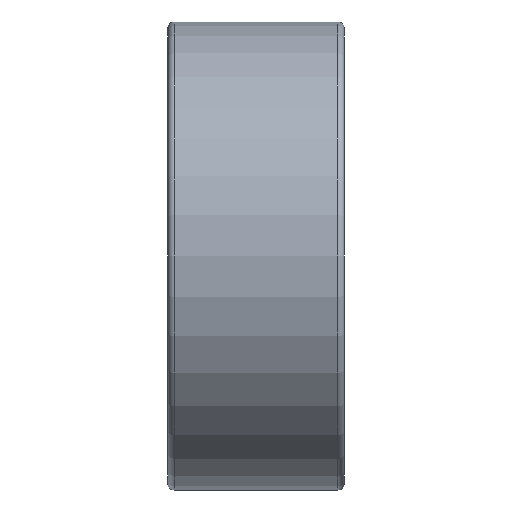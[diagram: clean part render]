
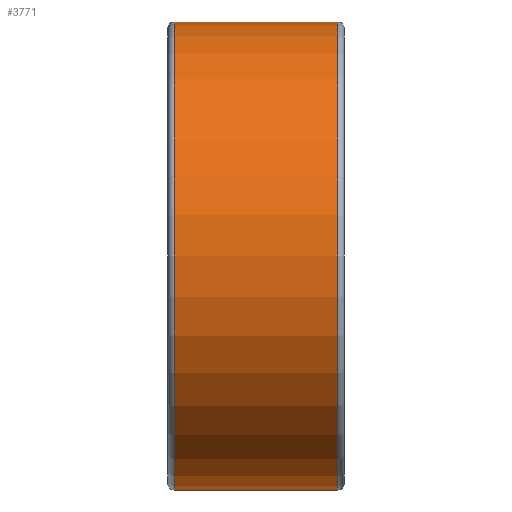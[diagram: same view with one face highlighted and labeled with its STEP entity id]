
A CAD part, left-side view. The second image highlights one B-rep face of the part: STEP entity #3771.
In plain terms, the highlighted cylindrical face has radius 40 mm (diameter 80 mm), a partial arc.
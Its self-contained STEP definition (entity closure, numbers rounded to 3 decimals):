
#3601=CARTESIAN_POINT('POINT271',(0.,-1.1,
   40.));
#3602=VERTEX_POINT('VERTEX271',#3601);
#3621=CARTESIAN_POINT('POINT274',(0.,-1.1,
   -40.));
#3622=VERTEX_POINT('VERTEX274',#3621);
#3630=CARTESIAN_POINT('POS322',(0.,-1.1,
   0.));
#3631=DIRECTION('DIR635',(0.,1.,0.));
#3632=DIRECTION('DIR636',(0.,0.,
   1.));
#3633=AXIS2_PLACEMENT_3D('AXIS314',#3630,#3631,#3632);
#3634=CIRCLE('ELLIPSE276',#3633,40.);
#3635=EDGE_CURVE('EDGE346',#3622,#3602,#3634,.T.);
#3740=CARTESIAN_POINT('POINT285',(0.,-29.1,
   40.));
#3741=VERTEX_POINT('VERTEX285',#3740);
#3742=CARTESIAN_POINT('POS331',(0.,-15.1,
   40.));
#3743=DIRECTION('DIR651',(0.,1.,0.));
#3744=VECTOR('VEC11',#3743,1.);
#3745=LINE('STRAIGHT11',#3742,#3744);
#3746=EDGE_CURVE('EDGE360',#3741,#3602,#3745,.T.);
#3747=ORIENTED_EDGE('COEDGE707',*,*,#3746,.T.);
#3748=ORIENTED_EDGE('COEDGE708',*,*,#3635,.F.);
#3749=CARTESIAN_POINT('POINT286',(0.,-29.1,
   -40.));
#3750=VERTEX_POINT('VERTEX286',#3749);
#3751=CARTESIAN_POINT('POS332',(0.,-15.1,
   -40.));
#3752=DIRECTION('DIR652',(0.,-1.,0.));
#3753=VECTOR('VEC12',#3752,1.);
#3754=LINE('STRAIGHT12',#3751,#3753);
#3755=EDGE_CURVE('EDGE361',#3622,#3750,#3754,.T.);
#3756=ORIENTED_EDGE('COEDGE709',*,*,#3755,.T.);
#3757=CARTESIAN_POINT('POS333',(0.,-29.1,
   0.));
#3758=DIRECTION('DIR653',(0.,1.,0.));
#3759=DIRECTION('DIR654',(0.,0.,
   1.));
#3760=AXIS2_PLACEMENT_3D('AXIS321',#3757,#3758,#3759);
#3761=CIRCLE('ELLIPSE280',#3760,40.);
#3762=EDGE_CURVE('EDGE362',#3750,#3741,#3761,.T.);
#3763=ORIENTED_EDGE('COEDGE710',*,*,#3762,.T.);
#3764=EDGE_LOOP('NONE',(#3747,#3748,#3756,#3763));
#3765=FACE_BOUND('LOOP1',#3764,.T.);
#3766=CARTESIAN_POINT('POS334',(0.,-15.1,
   0.));
#3767=DIRECTION('DIR655',(0.,1.,0.));
#3768=DIRECTION('DIR656',(0.,0.,
   1.));
#3769=AXIS2_PLACEMENT_3D('AXIS322',#3766,#3767,#3768);
#3770=CYLINDRICAL_SURFACE('CONE_SURF6',#3769,40.);
#3771=ADVANCED_FACE('FACE135',(#3765),#3770,.T.);
